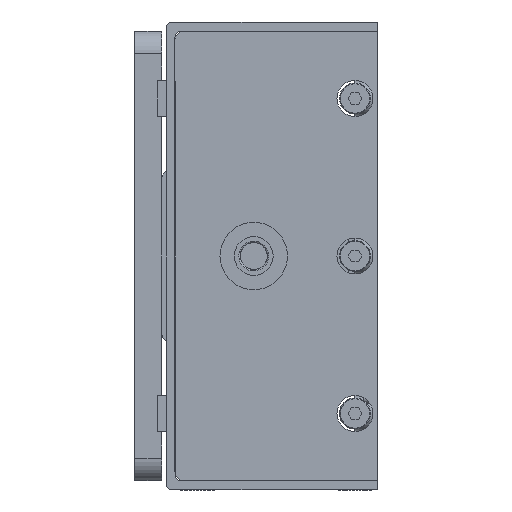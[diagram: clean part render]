
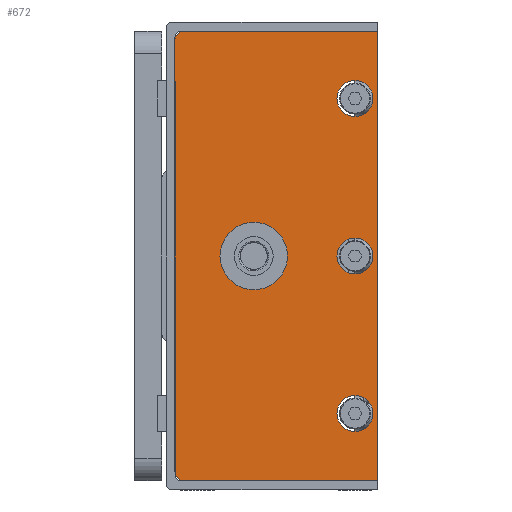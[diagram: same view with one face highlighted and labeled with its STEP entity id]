
A CAD part, left-side view. The second image highlights one B-rep face of the part: STEP entity #672.
In plain terms, the highlighted planar face has unit normal (-1, 0, 0).
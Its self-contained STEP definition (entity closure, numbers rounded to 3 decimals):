
#30 = CIRCLE ( 'NONE', #16593, 4. ) ;
#290 = DIRECTION ( 'NONE',  ( 0., 1., 0. ) ) ;
#447 = FACE_BOUND ( 'NONE', #23801, .T. ) ;
#531 = AXIS2_PLACEMENT_3D ( 'NONE', #33686, #16982, #290 ) ;
#672 = ADVANCED_FACE ( 'NONE', ( #7893, #15283, #447, #27934, #29220 ), #4077, .F. ) ;
#931 = VERTEX_POINT ( 'NONE', #7957 ) ;
#1430 = ORIENTED_EDGE ( 'NONE', *, *, #34220, .F. ) ;
#1479 = VERTEX_POINT ( 'NONE', #26562 ) ;
#1614 = CARTESIAN_POINT ( 'NONE',  ( -96., 5., 31. ) ) ;
#1620 = DIRECTION ( 'NONE',  ( 1., 0., 0. ) ) ;
#1788 = ORIENTED_EDGE ( 'NONE', *, *, #27088, .T. ) ;
#1850 = AXIS2_PLACEMENT_3D ( 'NONE', #20863, #4196, #23650 ) ;
#1938 = AXIS2_PLACEMENT_3D ( 'NONE', #29015, #12326, #31813 ) ;
#2901 = CARTESIAN_POINT ( 'NONE',  ( -96., 43., 48. ) ) ;
#3066 = DIRECTION ( 'NONE',  ( -1., 0., 0. ) ) ;
#3855 = EDGE_LOOP ( 'NONE', ( #15561, #10753, #11094, #24316, #31047, #28783 ) ) ;
#3934 = VERTEX_POINT ( 'NONE', #25078 ) ;
#3955 = VERTEX_POINT ( 'NONE', #14012 ) ;
#3970 = EDGE_CURVE ( 'NONE', #12196, #1479, #7413, .T. ) ;
#4057 = CARTESIAN_POINT ( 'NONE',  ( -96., 45., 50. ) ) ;
#4077 = PLANE ( 'NONE',  #1850 ) ;
#4196 = DIRECTION ( 'NONE',  ( 1., 0., 0. ) ) ;
#4497 = EDGE_CURVE ( 'NONE', #13007, #20143, #4651, .T. ) ;
#4651 = CIRCLE ( 'NONE', #11146, 7.5 ) ;
#4827 = LINE ( 'NONE', #4057, #12234 ) ;
#5345 = DIRECTION ( 'NONE',  ( 0., 0., -1. ) ) ;
#5655 = EDGE_CURVE ( 'NONE', #23449, #3934, #4827, .T. ) ;
#5701 = DIRECTION ( 'NONE',  ( 0., 1., 0. ) ) ;
#5763 = VECTOR ( 'NONE', #5345, 1000. ) ;
#6049 = CARTESIAN_POINT ( 'NONE',  ( -96., 45., -50. ) ) ;
#6079 = ORIENTED_EDGE ( 'NONE', *, *, #29902, .F. ) ;
#6161 = VECTOR ( 'NONE', #24633, 1000. ) ;
#6689 = VERTEX_POINT ( 'NONE', #22296 ) ;
#6979 = CARTESIAN_POINT ( 'NONE',  ( -96., 43., -50. ) ) ;
#7009 = LINE ( 'NONE', #6049, #35801 ) ;
#7413 = CIRCLE ( 'NONE', #18794, 4. ) ;
#7893 = FACE_BOUND ( 'NONE', #35665, .T. ) ;
#7957 = CARTESIAN_POINT ( 'NONE',  ( -96., 5., 39. ) ) ;
#8186 = EDGE_CURVE ( 'NONE', #17962, #931, #12755, .T. ) ;
#9088 = ORIENTED_EDGE ( 'NONE', *, *, #23713, .F. ) ;
#10062 = DIRECTION ( 'NONE',  ( -1., 0., 0. ) ) ;
#10539 = CARTESIAN_POINT ( 'NONE',  ( -96., 45., 50. ) ) ;
#10753 = ORIENTED_EDGE ( 'NONE', *, *, #23223, .T. ) ;
#10892 = DIRECTION ( 'NONE',  ( -1., 0., 0. ) ) ;
#11094 = ORIENTED_EDGE ( 'NONE', *, *, #19044, .T. ) ;
#11146 = AXIS2_PLACEMENT_3D ( 'NONE', #31053, #14365, #33869 ) ;
#11548 = CARTESIAN_POINT ( 'NONE',  ( -96., 35., 0. ) ) ;
#11569 = VERTEX_POINT ( 'NONE', #27525 ) ;
#11588 = ORIENTED_EDGE ( 'NONE', *, *, #4497, .T. ) ;
#12196 = VERTEX_POINT ( 'NONE', #22716 ) ;
#12217 = VERTEX_POINT ( 'NONE', #25513 ) ;
#12234 = VECTOR ( 'NONE', #31699, 1000. ) ;
#12250 = CARTESIAN_POINT ( 'NONE',  ( -96., 20., 0. ) ) ;
#12326 = DIRECTION ( 'NONE',  ( -1., 0., 0. ) ) ;
#12675 = CIRCLE ( 'NONE', #30883, 4. ) ;
#12752 = CIRCLE ( 'NONE', #31979, 4. ) ;
#12755 = CIRCLE ( 'NONE', #26705, 4. ) ;
#13007 = VERTEX_POINT ( 'NONE', #12250 ) ;
#13533 = EDGE_CURVE ( 'NONE', #3934, #6689, #34560, .T. ) ;
#13753 = CIRCLE ( 'NONE', #1938, 4. ) ;
#14012 = CARTESIAN_POINT ( 'NONE',  ( -96., 45., -48. ) ) ;
#14365 = DIRECTION ( 'NONE',  ( 1., 0., 0. ) ) ;
#15283 = FACE_BOUND ( 'NONE', #19899, .T. ) ;
#15428 = CARTESIAN_POINT ( 'NONE',  ( -96., 5., 35. ) ) ;
#15561 = ORIENTED_EDGE ( 'NONE', *, *, #23655, .T. ) ;
#16284 = DIRECTION ( 'NONE',  ( -1., 0., 0. ) ) ;
#16593 = AXIS2_PLACEMENT_3D ( 'NONE', #26716, #10062, #29533 ) ;
#16982 = DIRECTION ( 'NONE',  ( -1., 0., 0. ) ) ;
#17962 = VERTEX_POINT ( 'NONE', #1614 ) ;
#18214 = DIRECTION ( 'NONE',  ( 0., 0., 1. ) ) ;
#18307 = CARTESIAN_POINT ( 'NONE',  ( -96., 27.5, 0. ) ) ;
#18486 = VERTEX_POINT ( 'NONE', #6979 ) ;
#18794 = AXIS2_PLACEMENT_3D ( 'NONE', #19717, #3066, #22522 ) ;
#19044 = EDGE_CURVE ( 'NONE', #18486, #6689, #7009, .T. ) ;
#19075 = ORIENTED_EDGE ( 'NONE', *, *, #3970, .F. ) ;
#19635 = EDGE_LOOP ( 'NONE', ( #1788, #11588 ) ) ;
#19717 = CARTESIAN_POINT ( 'NONE',  ( -96., 5., -35. ) ) ;
#19899 = EDGE_LOOP ( 'NONE', ( #19075, #9088 ) ) ;
#20143 = VERTEX_POINT ( 'NONE', #11548 ) ;
#20863 = CARTESIAN_POINT ( 'NONE',  ( -96., 45., 50. ) ) ;
#20958 = LINE ( 'NONE', #10539, #6161 ) ;
#21118 = DIRECTION ( 'NONE',  ( 0., 1., 0. ) ) ;
#22296 = CARTESIAN_POINT ( 'NONE',  ( -96., 0., -50. ) ) ;
#22361 = DIRECTION ( 'NONE',  ( -1., 0., 0. ) ) ;
#22522 = DIRECTION ( 'NONE',  ( 0., 0., 1. ) ) ;
#22695 = DIRECTION ( 'NONE',  ( 0., -1., 0. ) ) ;
#22716 = CARTESIAN_POINT ( 'NONE',  ( -96., 5., -31. ) ) ;
#23223 = EDGE_CURVE ( 'NONE', #3955, #18486, #23641, .T. ) ;
#23395 = ORIENTED_EDGE ( 'NONE', *, *, #33302, .F. ) ;
#23449 = VERTEX_POINT ( 'NONE', #31993 ) ;
#23641 = CIRCLE ( 'NONE', #531, 2. ) ;
#23650 = DIRECTION ( 'NONE',  ( 0., 1., 0. ) ) ;
#23655 = EDGE_CURVE ( 'NONE', #29380, #3955, #20958, .T. ) ;
#23713 = EDGE_CURVE ( 'NONE', #1479, #12196, #12675, .T. ) ;
#23801 = EDGE_LOOP ( 'NONE', ( #23395, #1430 ) ) ;
#24316 = ORIENTED_EDGE ( 'NONE', *, *, #13533, .F. ) ;
#24633 = DIRECTION ( 'NONE',  ( 0., 0., -1. ) ) ;
#24783 = CARTESIAN_POINT ( 'NONE',  ( -96., 0., 50. ) ) ;
#25078 = CARTESIAN_POINT ( 'NONE',  ( -96., 0., 50. ) ) ;
#25513 = CARTESIAN_POINT ( 'NONE',  ( -96., 5., 4. ) ) ;
#26562 = CARTESIAN_POINT ( 'NONE',  ( -96., 5., -39. ) ) ;
#26705 = AXIS2_PLACEMENT_3D ( 'NONE', #15428, #34973, #18214 ) ;
#26716 = CARTESIAN_POINT ( 'NONE',  ( -96., 5., 0. ) ) ;
#26830 = CIRCLE ( 'NONE', #29864, 7.5 ) ;
#27088 = EDGE_CURVE ( 'NONE', #20143, #13007, #26830, .T. ) ;
#27525 = CARTESIAN_POINT ( 'NONE',  ( -96., 5., -4. ) ) ;
#27586 = CARTESIAN_POINT ( 'NONE',  ( -96., 5., -35. ) ) ;
#27847 = CIRCLE ( 'NONE', #32145, 2. ) ;
#27934 = FACE_BOUND ( 'NONE', #19635, .T. ) ;
#28783 = ORIENTED_EDGE ( 'NONE', *, *, #31844, .T. ) ;
#29015 = CARTESIAN_POINT ( 'NONE',  ( -96., 5., 35. ) ) ;
#29220 = FACE_OUTER_BOUND ( 'NONE', #3855, .T. ) ;
#29380 = VERTEX_POINT ( 'NONE', #34820 ) ;
#29533 = DIRECTION ( 'NONE',  ( 0., 0., 1. ) ) ;
#29864 = AXIS2_PLACEMENT_3D ( 'NONE', #18307, #1620, #21118 ) ;
#29902 = EDGE_CURVE ( 'NONE', #931, #17962, #13753, .T. ) ;
#30349 = DIRECTION ( 'NONE',  ( 0., 0., 1. ) ) ;
#30883 = AXIS2_PLACEMENT_3D ( 'NONE', #27586, #10892, #30349 ) ;
#31047 = ORIENTED_EDGE ( 'NONE', *, *, #5655, .F. ) ;
#31053 = CARTESIAN_POINT ( 'NONE',  ( -96., 27.5, 0. ) ) ;
#31699 = DIRECTION ( 'NONE',  ( 0., -1., 0. ) ) ;
#31813 = DIRECTION ( 'NONE',  ( 0., 0., 1. ) ) ;
#31844 = EDGE_CURVE ( 'NONE', #23449, #29380, #27847, .T. ) ;
#31979 = AXIS2_PLACEMENT_3D ( 'NONE', #32969, #16284, #35827 ) ;
#31993 = CARTESIAN_POINT ( 'NONE',  ( -96., 43., 50. ) ) ;
#32145 = AXIS2_PLACEMENT_3D ( 'NONE', #2901, #22361, #5701 ) ;
#32969 = CARTESIAN_POINT ( 'NONE',  ( -96., 5., 0. ) ) ;
#33302 = EDGE_CURVE ( 'NONE', #12217, #11569, #12752, .T. ) ;
#33686 = CARTESIAN_POINT ( 'NONE',  ( -96., 43., -48. ) ) ;
#33869 = DIRECTION ( 'NONE',  ( 0., 1., 0. ) ) ;
#34220 = EDGE_CURVE ( 'NONE', #11569, #12217, #30, .T. ) ;
#34560 = LINE ( 'NONE', #24783, #5763 ) ;
#34820 = CARTESIAN_POINT ( 'NONE',  ( -96., 45., 48. ) ) ;
#34973 = DIRECTION ( 'NONE',  ( -1., 0., 0. ) ) ;
#35061 = ORIENTED_EDGE ( 'NONE', *, *, #8186, .F. ) ;
#35665 = EDGE_LOOP ( 'NONE', ( #6079, #35061 ) ) ;
#35801 = VECTOR ( 'NONE', #22695, 1000. ) ;
#35827 = DIRECTION ( 'NONE',  ( 0., 0., 1. ) ) ;
